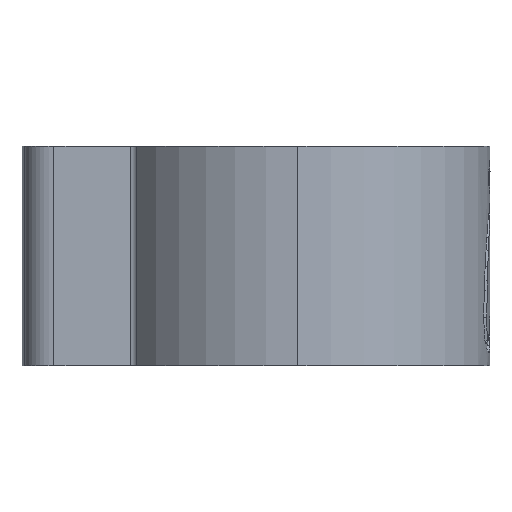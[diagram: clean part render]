
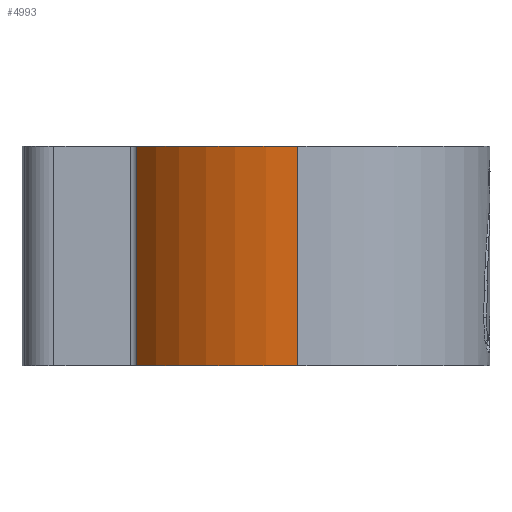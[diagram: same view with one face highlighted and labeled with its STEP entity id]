
A CAD part, left-side view. The second image highlights one B-rep face of the part: STEP entity #4993.
In plain terms, the highlighted cylindrical face has radius 5.25 mm (diameter 10.5 mm), a partial arc.
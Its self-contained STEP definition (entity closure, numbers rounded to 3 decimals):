
#7 = DIRECTION ( 'NONE',  ( -1., 0., 0. ) ) ;
#19 = DIRECTION ( 'NONE',  ( 0., 0., 1. ) ) ;
#72 = LINE ( 'NONE', #5021, #4639 ) ;
#74 = DIRECTION ( 'NONE',  ( 1., 0., 0. ) ) ;
#137 = ORIENTED_EDGE ( 'NONE', *, *, #1530, .T. ) ;
#167 = ORIENTED_EDGE ( 'NONE', *, *, #4818, .F. ) ;
#215 = CIRCLE ( 'NONE', #5140, 5.25 ) ;
#397 = FACE_OUTER_BOUND ( 'NONE', #2056, .T. ) ;
#694 = CIRCLE ( 'NONE', #1610, 5.25 ) ;
#703 = VECTOR ( 'NONE', #5157, 1000. ) ;
#1184 = VERTEX_POINT ( 'NONE', #1316 ) ;
#1274 = DIRECTION ( 'NONE',  ( 0., 0., -1. ) ) ;
#1313 = DIRECTION ( 'NONE',  ( 0., 0., 1. ) ) ;
#1316 = CARTESIAN_POINT ( 'NONE',  ( -2.842, 4.414, 3. ) ) ;
#1489 = CARTESIAN_POINT ( 'NONE',  ( -5.25, 0., 3. ) ) ;
#1530 = EDGE_CURVE ( 'NONE', #1184, #5097, #1966, .T. ) ;
#1610 = AXIS2_PLACEMENT_3D ( 'NONE', #4019, #1313, #74 ) ;
#1656 = DIRECTION ( 'NONE',  ( 0., 0., -1. ) ) ;
#1966 = LINE ( 'NONE', #3564, #703 ) ;
#2056 = EDGE_LOOP ( 'NONE', ( #167, #2691, #137, #4247 ) ) ;
#2259 = EDGE_CURVE ( 'NONE', #5097, #3900, #694, .T. ) ;
#2646 = AXIS2_PLACEMENT_3D ( 'NONE', #3290, #1274, #7 ) ;
#2691 = ORIENTED_EDGE ( 'NONE', *, *, #4712, .F. ) ;
#2774 = CARTESIAN_POINT ( 'NONE',  ( 0., 0., 3. ) ) ;
#2945 = CARTESIAN_POINT ( 'NONE',  ( -2.842, 4.414, -3. ) ) ;
#3290 = CARTESIAN_POINT ( 'NONE',  ( 0., 0., 3. ) ) ;
#3383 = CARTESIAN_POINT ( 'NONE',  ( -5.25, 0., -3. ) ) ;
#3564 = CARTESIAN_POINT ( 'NONE',  ( -2.842, 4.414, 3. ) ) ;
#3594 = CYLINDRICAL_SURFACE ( 'NONE', #2646, 5.25 ) ;
#3793 = VERTEX_POINT ( 'NONE', #1489 ) ;
#3900 = VERTEX_POINT ( 'NONE', #3383 ) ;
#4019 = CARTESIAN_POINT ( 'NONE',  ( 0., 0., -3. ) ) ;
#4247 = ORIENTED_EDGE ( 'NONE', *, *, #2259, .T. ) ;
#4639 = VECTOR ( 'NONE', #1656, 1000. ) ;
#4712 = EDGE_CURVE ( 'NONE', #1184, #3793, #215, .T. ) ;
#4818 = EDGE_CURVE ( 'NONE', #3793, #3900, #72, .T. ) ;
#4821 = DIRECTION ( 'NONE',  ( 1., 0., 0. ) ) ;
#4993 = ADVANCED_FACE ( 'NONE', ( #397 ), #3594, .T. ) ;
#5021 = CARTESIAN_POINT ( 'NONE',  ( -5.25, 0., 3. ) ) ;
#5097 = VERTEX_POINT ( 'NONE', #2945 ) ;
#5140 = AXIS2_PLACEMENT_3D ( 'NONE', #2774, #19, #4821 ) ;
#5157 = DIRECTION ( 'NONE',  ( 0., 0., -1. ) ) ;
